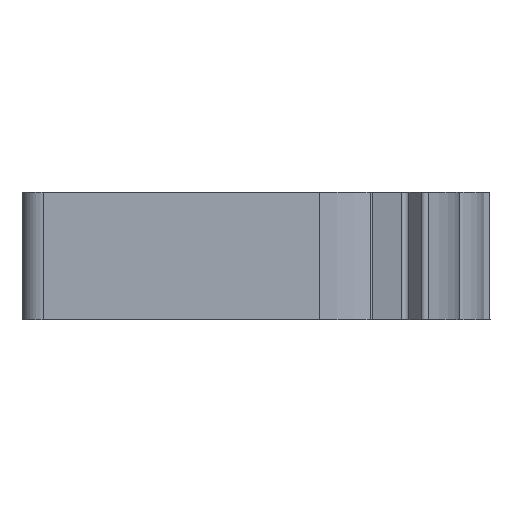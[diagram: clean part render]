
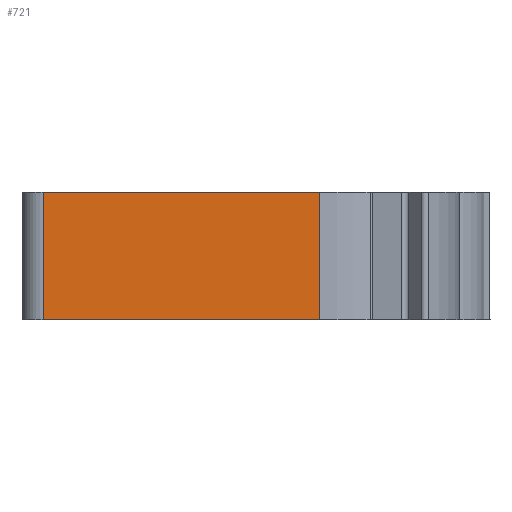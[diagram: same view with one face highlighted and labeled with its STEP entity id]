
A CAD part, left-side view. The second image highlights one B-rep face of the part: STEP entity #721.
In plain terms, the highlighted planar face has unit normal (-1, 0, 0).
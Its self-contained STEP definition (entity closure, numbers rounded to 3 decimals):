
#43=PLANE('',#794);
#75=FACE_OUTER_BOUND('',#119,.T.);
#119=EDGE_LOOP('',(#653,#654,#655,#656));
#132=LINE('',#1032,#200);
#153=LINE('',#1109,#221);
#172=LINE('',#1169,#240);
#193=LINE('',#1215,#261);
#200=VECTOR('',#819,13.014);
#221=VECTOR('',#884,6.);
#240=VECTOR('',#933,13.014);
#261=VECTOR('',#1000,6.);
#303=VERTEX_POINT('',#1029);
#304=VERTEX_POINT('',#1031);
#338=VERTEX_POINT('',#1107);
#364=VERTEX_POINT('',#1167);
#375=EDGE_CURVE('',#303,#304,#132,.T.);
#414=EDGE_CURVE('',#303,#338,#153,.T.);
#444=EDGE_CURVE('',#364,#338,#172,.T.);
#467=EDGE_CURVE('',#304,#364,#193,.T.);
#653=ORIENTED_EDGE('',*,*,#467,.F.);
#654=ORIENTED_EDGE('',*,*,#375,.F.);
#655=ORIENTED_EDGE('',*,*,#414,.T.);
#656=ORIENTED_EDGE('',*,*,#444,.F.);
#721=ADVANCED_FACE('',(#75),#43,.T.);
#794=AXIS2_PLACEMENT_3D('',#1214,#998,#999);
#819=DIRECTION('',(0.,1.,0.));
#884=DIRECTION('',(0.,0.,1.));
#933=DIRECTION('',(0.,-1.,0.));
#998=DIRECTION('center_axis',(-1.,0.,0.));
#999=DIRECTION('ref_axis',(0.,-1.,0.));
#1000=DIRECTION('',(0.,0.,1.));
#1029=CARTESIAN_POINT('',(-5.383,5.,0.));
#1031=CARTESIAN_POINT('',(-5.383,18.014,0.));
#1032=CARTESIAN_POINT('',(-5.383,5.,0.));
#1107=CARTESIAN_POINT('',(-5.383,5.,6.));
#1109=CARTESIAN_POINT('',(-5.383,5.,0.));
#1167=CARTESIAN_POINT('',(-5.383,18.014,6.));
#1169=CARTESIAN_POINT('',(-5.383,5.,6.));
#1214=CARTESIAN_POINT('Origin',(-5.383,19.,0.));
#1215=CARTESIAN_POINT('',(-5.383,18.014,0.));
